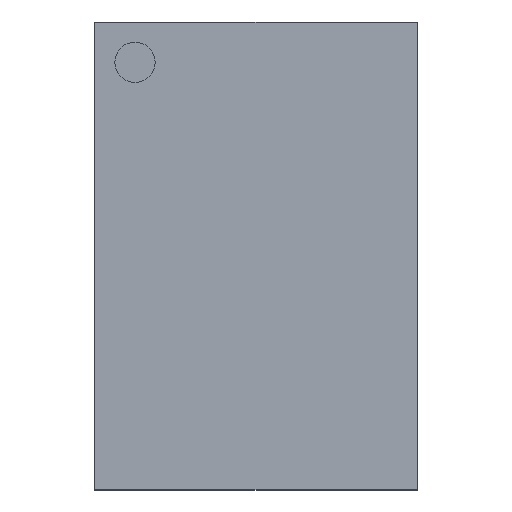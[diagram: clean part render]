
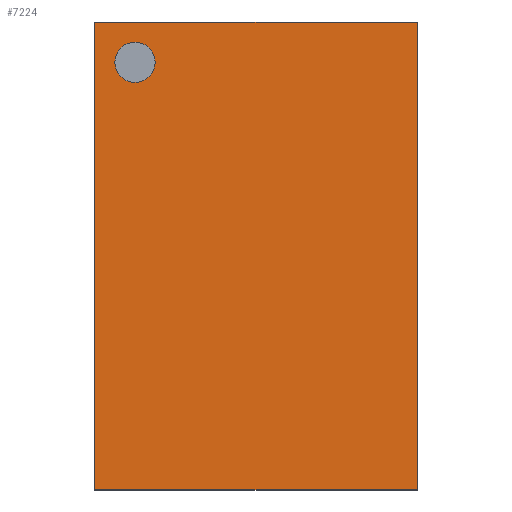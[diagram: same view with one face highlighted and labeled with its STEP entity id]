
A CAD part, top view. The second image highlights one B-rep face of the part: STEP entity #7224.
In plain terms, the highlighted planar face has unit normal (0, 0, 1).
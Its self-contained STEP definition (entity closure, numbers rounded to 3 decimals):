
#7035 = VERTEX_POINT('',#7036);
#7036 = CARTESIAN_POINT('',(-5.,-7.25,1.1));
#7043 = PLANE('',#7044);
#7044 = AXIS2_PLACEMENT_3D('',#7045,#7046,#7047);
#7045 = CARTESIAN_POINT('',(-5.,-7.25,0.436));
#7046 = DIRECTION('',(1.,0.,0.));
#7047 = DIRECTION('',(0.,0.,1.));
#7055 = PLANE('',#7056);
#7056 = AXIS2_PLACEMENT_3D('',#7057,#7058,#7059);
#7057 = CARTESIAN_POINT('',(-5.,-7.25,0.436));
#7058 = DIRECTION('',(0.,1.,0.));
#7059 = DIRECTION('',(0.,0.,1.));
#7096 = VERTEX_POINT('',#7097);
#7097 = CARTESIAN_POINT('',(-5.,7.25,1.1));
#7111 = PLANE('',#7112);
#7112 = AXIS2_PLACEMENT_3D('',#7113,#7114,#7115);
#7113 = CARTESIAN_POINT('',(-5.,7.25,0.436));
#7114 = DIRECTION('',(0.,1.,0.));
#7115 = DIRECTION('',(0.,0.,1.));
#7123 = EDGE_CURVE('',#7035,#7096,#7124,.T.);
#7124 = SURFACE_CURVE('',#7125,(#7129,#7136),.PCURVE_S1.);
#7125 = LINE('',#7126,#7127);
#7126 = CARTESIAN_POINT('',(-5.,-7.25,1.1));
#7127 = VECTOR('',#7128,1.);
#7128 = DIRECTION('',(0.,1.,0.));
#7129 = PCURVE('',#7043,#7130);
#7130 = DEFINITIONAL_REPRESENTATION('',(#7131),#7135);
#7131 = LINE('',#7132,#7133);
#7132 = CARTESIAN_POINT('',(0.664,0.));
#7133 = VECTOR('',#7134,1.);
#7134 = DIRECTION('',(0.,-1.));
#7135 = ( GEOMETRIC_REPRESENTATION_CONTEXT(2) 
PARAMETRIC_REPRESENTATION_CONTEXT() REPRESENTATION_CONTEXT('2D SPACE',''
  ) );
#7136 = PCURVE('',#7137,#7142);
#7137 = PLANE('',#7138);
#7138 = AXIS2_PLACEMENT_3D('',#7139,#7140,#7141);
#7139 = CARTESIAN_POINT('',(-5.,-7.25,1.1));
#7140 = DIRECTION('',(0.,0.,1.));
#7141 = DIRECTION('',(1.,0.,0.));
#7142 = DEFINITIONAL_REPRESENTATION('',(#7143),#7147);
#7143 = LINE('',#7144,#7145);
#7144 = CARTESIAN_POINT('',(0.,0.));
#7145 = VECTOR('',#7146,1.);
#7146 = DIRECTION('',(0.,1.));
#7147 = ( GEOMETRIC_REPRESENTATION_CONTEXT(2) 
PARAMETRIC_REPRESENTATION_CONTEXT() REPRESENTATION_CONTEXT('2D SPACE',''
  ) );
#7176 = EDGE_CURVE('',#7035,#7177,#7179,.T.);
#7177 = VERTEX_POINT('',#7178);
#7178 = CARTESIAN_POINT('',(5.,-7.25,1.1));
#7179 = SURFACE_CURVE('',#7180,(#7184,#7191),.PCURVE_S1.);
#7180 = LINE('',#7181,#7182);
#7181 = CARTESIAN_POINT('',(-5.,-7.25,1.1));
#7182 = VECTOR('',#7183,1.);
#7183 = DIRECTION('',(1.,0.,0.));
#7184 = PCURVE('',#7055,#7185);
#7185 = DEFINITIONAL_REPRESENTATION('',(#7186),#7190);
#7186 = LINE('',#7187,#7188);
#7187 = CARTESIAN_POINT('',(0.664,0.));
#7188 = VECTOR('',#7189,1.);
#7189 = DIRECTION('',(0.,1.));
#7190 = ( GEOMETRIC_REPRESENTATION_CONTEXT(2) 
PARAMETRIC_REPRESENTATION_CONTEXT() REPRESENTATION_CONTEXT('2D SPACE',''
  ) );
#7191 = PCURVE('',#7137,#7192);
#7192 = DEFINITIONAL_REPRESENTATION('',(#7193),#7197);
#7193 = LINE('',#7194,#7195);
#7194 = CARTESIAN_POINT('',(0.,0.));
#7195 = VECTOR('',#7196,1.);
#7196 = DIRECTION('',(1.,0.));
#7197 = ( GEOMETRIC_REPRESENTATION_CONTEXT(2) 
PARAMETRIC_REPRESENTATION_CONTEXT() REPRESENTATION_CONTEXT('2D SPACE',''
  ) );
#7213 = PLANE('',#7214);
#7214 = AXIS2_PLACEMENT_3D('',#7215,#7216,#7217);
#7215 = CARTESIAN_POINT('',(5.,-7.25,0.436));
#7216 = DIRECTION('',(1.,0.,0.));
#7217 = DIRECTION('',(0.,0.,1.));
#7224 = ADVANCED_FACE('',(#7225,#7273),#7137,.T.);
#7225 = FACE_BOUND('',#7226,.T.);
#7226 = EDGE_LOOP('',(#7227,#7228,#7229,#7252));
#7227 = ORIENTED_EDGE('',*,*,#7123,.F.);
#7228 = ORIENTED_EDGE('',*,*,#7176,.T.);
#7229 = ORIENTED_EDGE('',*,*,#7230,.T.);
#7230 = EDGE_CURVE('',#7177,#7231,#7233,.T.);
#7231 = VERTEX_POINT('',#7232);
#7232 = CARTESIAN_POINT('',(5.,7.25,1.1));
#7233 = SURFACE_CURVE('',#7234,(#7238,#7245),.PCURVE_S1.);
#7234 = LINE('',#7235,#7236);
#7235 = CARTESIAN_POINT('',(5.,-7.25,1.1));
#7236 = VECTOR('',#7237,1.);
#7237 = DIRECTION('',(0.,1.,0.));
#7238 = PCURVE('',#7137,#7239);
#7239 = DEFINITIONAL_REPRESENTATION('',(#7240),#7244);
#7240 = LINE('',#7241,#7242);
#7241 = CARTESIAN_POINT('',(10.,0.));
#7242 = VECTOR('',#7243,1.);
#7243 = DIRECTION('',(0.,1.));
#7244 = ( GEOMETRIC_REPRESENTATION_CONTEXT(2) 
PARAMETRIC_REPRESENTATION_CONTEXT() REPRESENTATION_CONTEXT('2D SPACE',''
  ) );
#7245 = PCURVE('',#7213,#7246);
#7246 = DEFINITIONAL_REPRESENTATION('',(#7247),#7251);
#7247 = LINE('',#7248,#7249);
#7248 = CARTESIAN_POINT('',(0.664,0.));
#7249 = VECTOR('',#7250,1.);
#7250 = DIRECTION('',(0.,-1.));
#7251 = ( GEOMETRIC_REPRESENTATION_CONTEXT(2) 
PARAMETRIC_REPRESENTATION_CONTEXT() REPRESENTATION_CONTEXT('2D SPACE',''
  ) );
#7252 = ORIENTED_EDGE('',*,*,#7253,.F.);
#7253 = EDGE_CURVE('',#7096,#7231,#7254,.T.);
#7254 = SURFACE_CURVE('',#7255,(#7259,#7266),.PCURVE_S1.);
#7255 = LINE('',#7256,#7257);
#7256 = CARTESIAN_POINT('',(-5.,7.25,1.1));
#7257 = VECTOR('',#7258,1.);
#7258 = DIRECTION('',(1.,0.,0.));
#7259 = PCURVE('',#7137,#7260);
#7260 = DEFINITIONAL_REPRESENTATION('',(#7261),#7265);
#7261 = LINE('',#7262,#7263);
#7262 = CARTESIAN_POINT('',(0.,14.5));
#7263 = VECTOR('',#7264,1.);
#7264 = DIRECTION('',(1.,0.));
#7265 = ( GEOMETRIC_REPRESENTATION_CONTEXT(2) 
PARAMETRIC_REPRESENTATION_CONTEXT() REPRESENTATION_CONTEXT('2D SPACE',''
  ) );
#7266 = PCURVE('',#7111,#7267);
#7267 = DEFINITIONAL_REPRESENTATION('',(#7268),#7272);
#7268 = LINE('',#7269,#7270);
#7269 = CARTESIAN_POINT('',(0.664,0.));
#7270 = VECTOR('',#7271,1.);
#7271 = DIRECTION('',(0.,1.));
#7272 = ( GEOMETRIC_REPRESENTATION_CONTEXT(2) 
PARAMETRIC_REPRESENTATION_CONTEXT() REPRESENTATION_CONTEXT('2D SPACE',''
  ) );
#7273 = FACE_BOUND('',#7274,.T.);
#7274 = EDGE_LOOP('',(#7275));
#7275 = ORIENTED_EDGE('',*,*,#7276,.F.);
#7276 = EDGE_CURVE('',#7277,#7277,#7279,.T.);
#7277 = VERTEX_POINT('',#7278);
#7278 = CARTESIAN_POINT('',(-3.125,6.,1.1));
#7279 = SURFACE_CURVE('',#7280,(#7285,#7292),.PCURVE_S1.);
#7280 = CIRCLE('',#7281,0.625);
#7281 = AXIS2_PLACEMENT_3D('',#7282,#7283,#7284);
#7282 = CARTESIAN_POINT('',(-3.75,6.,1.1));
#7283 = DIRECTION('',(0.,0.,1.));
#7284 = DIRECTION('',(1.,0.,0.));
#7285 = PCURVE('',#7137,#7286);
#7286 = DEFINITIONAL_REPRESENTATION('',(#7287),#7291);
#7287 = CIRCLE('',#7288,0.625);
#7288 = AXIS2_PLACEMENT_2D('',#7289,#7290);
#7289 = CARTESIAN_POINT('',(1.25,13.25));
#7290 = DIRECTION('',(1.,0.));
#7291 = ( GEOMETRIC_REPRESENTATION_CONTEXT(2) 
PARAMETRIC_REPRESENTATION_CONTEXT() REPRESENTATION_CONTEXT('2D SPACE',''
  ) );
#7292 = PCURVE('',#7293,#7298);
#7293 = CYLINDRICAL_SURFACE('',#7294,0.625);
#7294 = AXIS2_PLACEMENT_3D('',#7295,#7296,#7297);
#7295 = CARTESIAN_POINT('',(-3.75,6.,0.99));
#7296 = DIRECTION('',(0.,0.,1.));
#7297 = DIRECTION('',(1.,0.,0.));
#7298 = DEFINITIONAL_REPRESENTATION('',(#7299),#7303);
#7299 = LINE('',#7300,#7301);
#7300 = CARTESIAN_POINT('',(0.,0.11));
#7301 = VECTOR('',#7302,1.);
#7302 = DIRECTION('',(1.,0.));
#7303 = ( GEOMETRIC_REPRESENTATION_CONTEXT(2) 
PARAMETRIC_REPRESENTATION_CONTEXT() REPRESENTATION_CONTEXT('2D SPACE',''
  ) );
